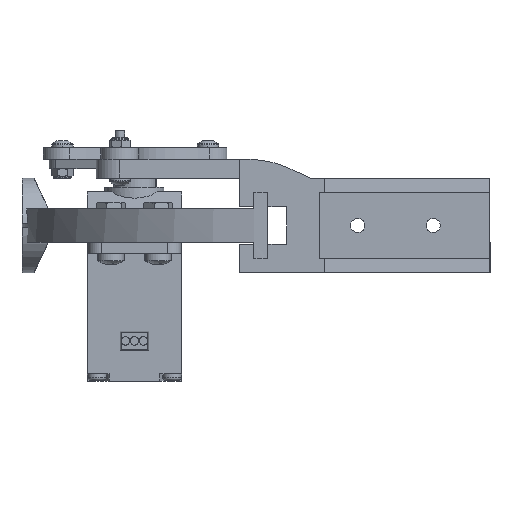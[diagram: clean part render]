
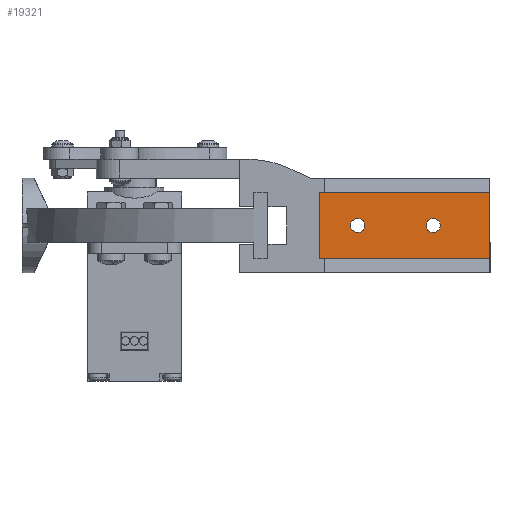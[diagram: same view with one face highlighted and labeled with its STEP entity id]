
A CAD part, left-side view. The second image highlights one B-rep face of the part: STEP entity #19321.
In plain terms, the highlighted planar face has unit normal (-1, 0, 0).
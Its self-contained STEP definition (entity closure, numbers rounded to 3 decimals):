
#44 = ORIENTED_EDGE ( 'NONE', *, *, #13171, .T. ) ;
#572 = DIRECTION ( 'NONE',  ( -1., 0., 0. ) ) ;
#1004 = VECTOR ( 'NONE', #2734, 1000. ) ;
#1470 = VECTOR ( 'NONE', #25033, 1000. ) ;
#1490 = CARTESIAN_POINT ( 'NONE',  ( -6., -12., 0. ) ) ;
#1883 = CARTESIAN_POINT ( 'NONE',  ( -6., -12., 0. ) ) ;
#2487 = ORIENTED_EDGE ( 'NONE', *, *, #7585, .F. ) ;
#2734 = DIRECTION ( 'NONE',  ( 0., -1., 0. ) ) ;
#2862 = CARTESIAN_POINT ( 'NONE',  ( -6., 0., -7. ) ) ;
#3597 = ORIENTED_EDGE ( 'NONE', *, *, #15477, .T. ) ;
#3686 = DIRECTION ( 'NONE',  ( -1., 0., 0. ) ) ;
#4523 = VERTEX_POINT ( 'NONE', #8405 ) ;
#4609 = VERTEX_POINT ( 'NONE', #16148 ) ;
#4689 = VERTEX_POINT ( 'NONE', #5565 ) ;
#4982 = EDGE_CURVE ( 'NONE', #17681, #4523, #5774, .T. ) ;
#5565 = CARTESIAN_POINT ( 'NONE',  ( -6., -28., 1.5 ) ) ;
#5568 = ORIENTED_EDGE ( 'NONE', *, *, #13918, .F. ) ;
#5743 = ORIENTED_EDGE ( 'NONE', *, *, #4982, .F. ) ;
#5774 = LINE ( 'NONE', #16976, #1470 ) ;
#5931 = LINE ( 'NONE', #15448, #15773 ) ;
#6285 = VERTEX_POINT ( 'NONE', #7950 ) ;
#6342 = CIRCLE ( 'NONE', #19491, 1.5 ) ;
#7137 = EDGE_CURVE ( 'NONE', #4689, #14050, #18382, .T. ) ;
#7276 = DIRECTION ( 'NONE',  ( 0., -1., 0. ) ) ;
#7322 = AXIS2_PLACEMENT_3D ( 'NONE', #10583, #24076, #16744 ) ;
#7408 = DIRECTION ( 'NONE',  ( -1., 0., 0. ) ) ;
#7585 = EDGE_CURVE ( 'NONE', #11956, #4609, #14695, .T. ) ;
#7690 = AXIS2_PLACEMENT_3D ( 'NONE', #14575, #12645, #24438 ) ;
#7950 = CARTESIAN_POINT ( 'NONE',  ( -6., 0., -7. ) ) ;
#8034 = CIRCLE ( 'NONE', #10097, 1.5 ) ;
#8108 = ORIENTED_EDGE ( 'NONE', *, *, #18631, .F. ) ;
#8405 = CARTESIAN_POINT ( 'NONE',  ( -6., -36., 7. ) ) ;
#8591 = LINE ( 'NONE', #24401, #20457 ) ;
#9444 = EDGE_LOOP ( 'NONE', ( #19316, #5568 ) ) ;
#9977 = EDGE_LOOP ( 'NONE', ( #2487, #18131 ) ) ;
#10097 = AXIS2_PLACEMENT_3D ( 'NONE', #1490, #7408, #7276 ) ;
#10213 = CARTESIAN_POINT ( 'NONE',  ( -6., -36., -7. ) ) ;
#10583 = CARTESIAN_POINT ( 'NONE',  ( -6., 0., -7. ) ) ;
#10608 = AXIS2_PLACEMENT_3D ( 'NONE', #1883, #3686, #19396 ) ;
#10708 = PLANE ( 'NONE',  #7322 ) ;
#11956 = VERTEX_POINT ( 'NONE', #23648 ) ;
#12222 = DIRECTION ( 'NONE',  ( 0., 0., 1. ) ) ;
#12645 = DIRECTION ( 'NONE',  ( -1., 0., 0. ) ) ;
#13171 = EDGE_CURVE ( 'NONE', #20261, #4523, #5931, .T. ) ;
#13918 = EDGE_CURVE ( 'NONE', #14050, #4689, #6342, .T. ) ;
#14050 = VERTEX_POINT ( 'NONE', #24602 ) ;
#14218 = CARTESIAN_POINT ( 'NONE',  ( -6., -28., 0. ) ) ;
#14575 = CARTESIAN_POINT ( 'NONE',  ( -6., -28., 0. ) ) ;
#14695 = CIRCLE ( 'NONE', #10608, 1.5 ) ;
#15448 = CARTESIAN_POINT ( 'NONE',  ( -6., -36., -7. ) ) ;
#15477 = EDGE_CURVE ( 'NONE', #6285, #20261, #20381, .T. ) ;
#15773 = VECTOR ( 'NONE', #17507, 1000. ) ;
#16148 = CARTESIAN_POINT ( 'NONE',  ( -6., -12., -1.5 ) ) ;
#16190 = EDGE_CURVE ( 'NONE', #4609, #11956, #8034, .T. ) ;
#16254 = FACE_BOUND ( 'NONE', #9444, .T. ) ;
#16384 = FACE_BOUND ( 'NONE', #9977, .T. ) ;
#16744 = DIRECTION ( 'NONE',  ( 0., -1., 0. ) ) ;
#16976 = CARTESIAN_POINT ( 'NONE',  ( -6., 0., 7. ) ) ;
#17507 = DIRECTION ( 'NONE',  ( 0., 0., 1. ) ) ;
#17681 = VERTEX_POINT ( 'NONE', #24365 ) ;
#18131 = ORIENTED_EDGE ( 'NONE', *, *, #16190, .F. ) ;
#18382 = CIRCLE ( 'NONE', #7690, 1.5 ) ;
#18631 = EDGE_CURVE ( 'NONE', #6285, #17681, #8591, .T. ) ;
#19316 = ORIENTED_EDGE ( 'NONE', *, *, #7137, .F. ) ;
#19321 = ADVANCED_FACE ( 'NONE', ( #16254, #16384, #20369 ), #10708, .F. ) ;
#19396 = DIRECTION ( 'NONE',  ( 0., -1., 0. ) ) ;
#19491 = AXIS2_PLACEMENT_3D ( 'NONE', #14218, #572, #21675 ) ;
#19814 = EDGE_LOOP ( 'NONE', ( #5743, #8108, #3597, #44 ) ) ;
#20261 = VERTEX_POINT ( 'NONE', #10213 ) ;
#20369 = FACE_OUTER_BOUND ( 'NONE', #19814, .T. ) ;
#20381 = LINE ( 'NONE', #2862, #1004 ) ;
#20457 = VECTOR ( 'NONE', #12222, 1000. ) ;
#21675 = DIRECTION ( 'NONE',  ( 0., -1., 0. ) ) ;
#23648 = CARTESIAN_POINT ( 'NONE',  ( -6., -12., 1.5 ) ) ;
#24076 = DIRECTION ( 'NONE',  ( 1., 0., 0. ) ) ;
#24365 = CARTESIAN_POINT ( 'NONE',  ( -6., 0., 7. ) ) ;
#24401 = CARTESIAN_POINT ( 'NONE',  ( -6., 0., -7. ) ) ;
#24438 = DIRECTION ( 'NONE',  ( 0., -1., 0. ) ) ;
#24602 = CARTESIAN_POINT ( 'NONE',  ( -6., -28., -1.5 ) ) ;
#25033 = DIRECTION ( 'NONE',  ( 0., -1., 0. ) ) ;
